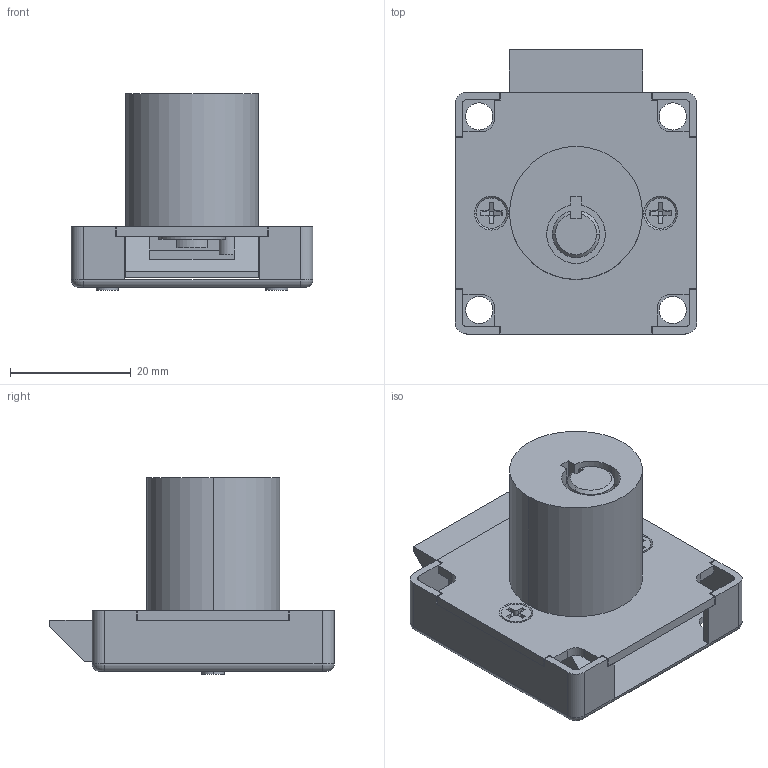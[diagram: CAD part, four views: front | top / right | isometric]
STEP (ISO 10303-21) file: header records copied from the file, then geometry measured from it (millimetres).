
FILE_DESCRIPTION (( 'STEP AP203' ), '1' );
FILE_NAME ('C-32-2.STEP', '2021-06-21T04:06:19', ( '' ), ( '' ), 'SwSTEP 2.0', 'SolidWorks 2018', '' );
FILE_SCHEMA (( 'CONFIG_CONTROL_DESIGN' ));
Length unit declared in the file: millimetre
Products named in the file (12): C-32-2; C-32-2_cover_; C-32-2_cylinder Assy_; C-32-2_Bed screw with cross hole__M3x5十字穴付小頭皿小ねじ(鉄)サッシビス; C-32-2_lockingA_; C-32-2_guide_; C-32-2_base_; C-32-2_plugAAssy_; C-32-2_latch_; C-32-2_cylinder_; C-32-2_plugB_; C-32-2_plugA_
Assembly tree (14 placements, depth 4):
  C-32-2
    C-32-2_cylinder Assy_
      C-32-2_cylinder_
      C-32-2_plugAAssy_
        C-32-2_plugA_
        C-32-2_guide_
        C-32-2_lockingA_
      C-32-2_plugB_
    C-32-2_base_
    C-32-2_cover_
    C-32-2_latch_
    C-32-2_Bed screw with cross hole__M3x5十字穴付小頭皿小ねじ(鉄)サッシビス  x4
Bounding box: 40 x 47 x 32.5 mm (x, y, z)
Volume: 16413.5 mm3; surface area: 16765.3 mm2
Topology: 12 solids, 14 shells, 420 faces, 1044 edges, 665 vertices
Faces by surface type: plane 222, cylinder 134, cone 60, torus 4
Entity records: 10735 total; most frequent: CARTESIAN_POINT 1820, DIRECTION 1643, ORIENTED_EDGE 1512, EDGE_CURVE 756, AXIS2_PLACEMENT_3D 580, VERTEX_POINT 485, VECTOR 483, LINE 483
